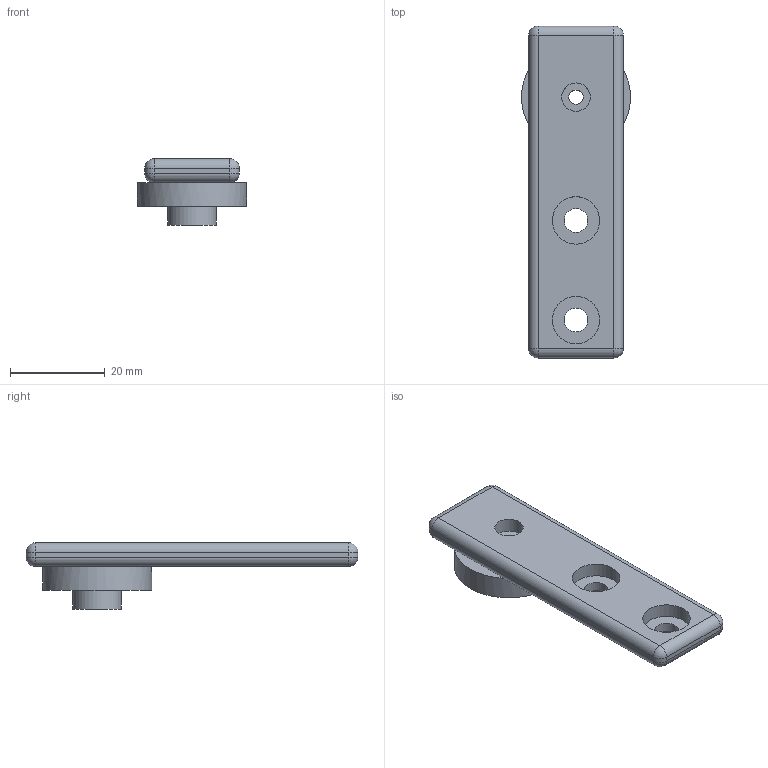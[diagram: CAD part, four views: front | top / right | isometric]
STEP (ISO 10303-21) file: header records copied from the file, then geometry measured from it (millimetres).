
FILE_DESCRIPTION(/* description */ (''),/* implementation_level */ '2;1');
FILE_NAME(/* name */ 'x-axis-idler-mount.step',/* time_stamp */ '2025-05-16T23:47:15-04:00',/* author */ (''),/* organization */ (''),/* preprocessor_version */ 'ST-DEVELOPER v20.1',/* originating_system */ 'Autodesk Translation Framework v14.4.0.0',/* authorisation */ '');
FILE_SCHEMA (('AUTOMOTIVE_DESIGN { 1 0 10303 214 3 1 1 }'));
Length unit declared in the file: millimetre
Products named in the file (1): x-axis-idler-mount
Bounding box: 23 x 70 x 14 mm (x, y, z)
Volume: 8376.4 mm3; surface area: 4337.2 mm2
Topology: 1 solids, 1 shells, 42 faces, 80 edges, 44 vertices
Faces by surface type: cylinder 20, plane 14, sphere 8
Full cylindrical faces by diameter (mm): 3 x1, 5 x2, 6 x1, 10 x2, 10.2 x1, 23 x1
Entity records: 1089 total; most frequent: DIRECTION 210, CARTESIAN_POINT 167, ORIENTED_EDGE 160, AXIS2_PLACEMENT_3D 87, EDGE_CURVE 80, EDGE_LOOP 52, CIRCLE 44, VERTEX_POINT 44
